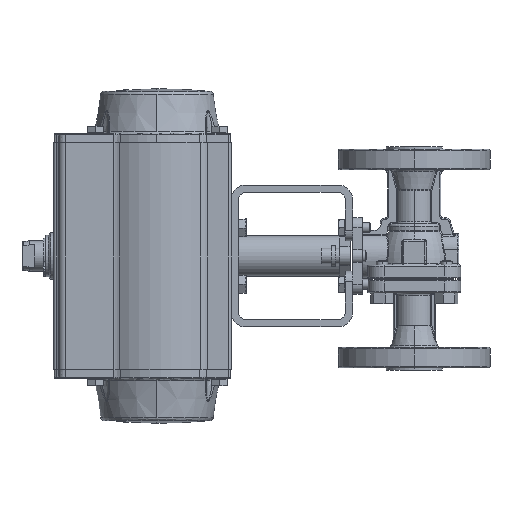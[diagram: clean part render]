
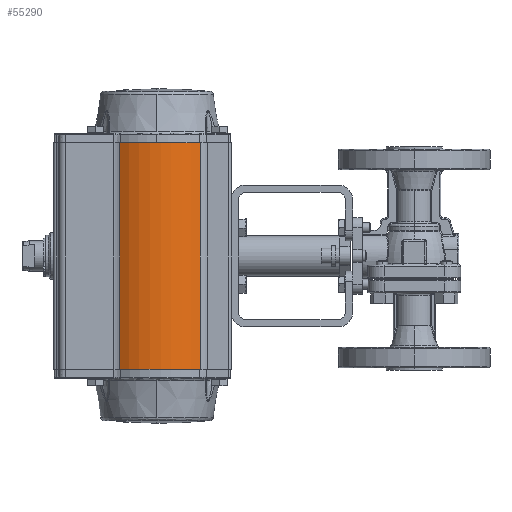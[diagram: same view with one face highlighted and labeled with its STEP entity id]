
A CAD part, left-side view. The second image highlights one B-rep face of the part: STEP entity #55290.
In plain terms, the highlighted cylindrical face has radius 42 mm (diameter 84 mm), a partial arc.
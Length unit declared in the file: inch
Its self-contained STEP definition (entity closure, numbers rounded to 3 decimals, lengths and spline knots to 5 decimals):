
#461 = DIRECTION ( 'NONE',  ( 0., 0., 1. ) ) ;
#3188 = VERTEX_POINT ( 'NONE', #61625 ) ;
#3274 = DIRECTION ( 'NONE',  ( 0., -1., 0. ) ) ;
#4165 = CARTESIAN_POINT ( 'NONE',  ( -1.26547, 5.28638, 2.63934 ) ) ;
#9214 = CARTESIAN_POINT ( 'NONE',  ( -1.26547, 5.28638, -2.94334 ) ) ;
#11139 = CIRCLE ( 'NONE', #62284, 1.65354 ) ;
#11775 = VERTEX_POINT ( 'NONE', #9214 ) ;
#12532 = EDGE_CURVE ( 'NONE', #11775, #52676, #56420, .T. ) ;
#14349 = DIRECTION ( 'NONE',  ( 0., -1., 0. ) ) ;
#24051 = VECTOR ( 'NONE', #31973, 39.37008 ) ;
#24714 = VECTOR ( 'NONE', #39353, 39.37008 ) ;
#26554 = AXIS2_PLACEMENT_3D ( 'NONE', #36770, #70823, #14349 ) ;
#27360 = ORIENTED_EDGE ( 'NONE', *, *, #58443, .T. ) ;
#27716 = VERTEX_POINT ( 'NONE', #47785 ) ;
#31973 = DIRECTION ( 'NONE',  ( 0., 0., -1. ) ) ;
#34153 = CARTESIAN_POINT ( 'NONE',  ( 0., 6.35071, -2.94334 ) ) ;
#34251 = ORIENTED_EDGE ( 'NONE', *, *, #43292, .T. ) ;
#36770 = CARTESIAN_POINT ( 'NONE',  ( 0., 6.35071, -2.94334 ) ) ;
#36992 = DIRECTION ( 'NONE',  ( 0., 0., -1. ) ) ;
#39104 = CARTESIAN_POINT ( 'NONE',  ( -1.26547, 5.28638, -2.94334 ) ) ;
#39353 = DIRECTION ( 'NONE',  ( 0., 0., 1. ) ) ;
#39801 = DIRECTION ( 'NONE',  ( 0., -1., 0. ) ) ;
#40852 = LINE ( 'NONE', #59978, #24051 ) ;
#43292 = EDGE_CURVE ( 'NONE', #27716, #11775, #11139, .T. ) ;
#45537 = CYLINDRICAL_SURFACE ( 'NONE', #26554, 1.65354 ) ;
#47261 = FACE_OUTER_BOUND ( 'NONE', #56121, .T. ) ;
#47785 = CARTESIAN_POINT ( 'NONE',  ( -1.37852, 7.26389, -2.94334 ) ) ;
#48463 = EDGE_CURVE ( 'NONE', #52676, #3188, #70674, .T. ) ;
#52676 = VERTEX_POINT ( 'NONE', #4165 ) ;
#53535 = ORIENTED_EDGE ( 'NONE', *, *, #12532, .T. ) ;
#55290 = ADVANCED_FACE ( 'NONE', ( #47261 ), #45537, .T. ) ;
#56121 = EDGE_LOOP ( 'NONE', ( #34251, #53535, #71344, #27360 ) ) ;
#56420 = LINE ( 'NONE', #39104, #24714 ) ;
#58443 = EDGE_CURVE ( 'NONE', #3188, #27716, #40852, .T. ) ;
#59746 = AXIS2_PLACEMENT_3D ( 'NONE', #70569, #36992, #3274 ) ;
#59978 = CARTESIAN_POINT ( 'NONE',  ( -1.37852, 7.26389, -2.94334 ) ) ;
#61625 = CARTESIAN_POINT ( 'NONE',  ( -1.37852, 7.26389, 2.63934 ) ) ;
#62284 = AXIS2_PLACEMENT_3D ( 'NONE', #34153, #461, #39801 ) ;
#70569 = CARTESIAN_POINT ( 'NONE',  ( 0., 6.35071, 2.63934 ) ) ;
#70674 = CIRCLE ( 'NONE', #59746, 1.65354 ) ;
#70823 = DIRECTION ( 'NONE',  ( 0., 0., 1. ) ) ;
#71344 = ORIENTED_EDGE ( 'NONE', *, *, #48463, .T. ) ;
